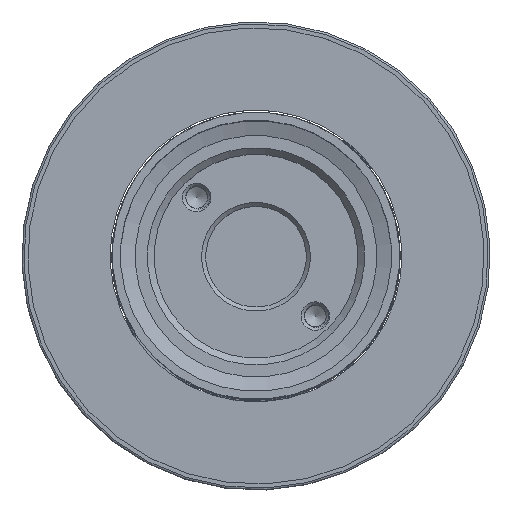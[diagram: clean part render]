
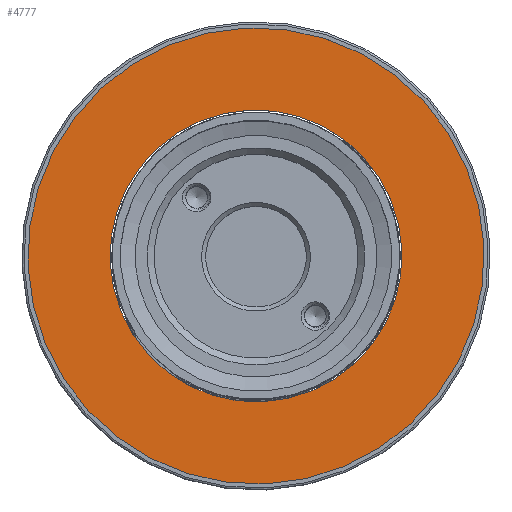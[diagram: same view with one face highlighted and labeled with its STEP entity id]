
A CAD part, top view. The second image highlights one B-rep face of the part: STEP entity #4777.
In plain terms, the highlighted face is planar.
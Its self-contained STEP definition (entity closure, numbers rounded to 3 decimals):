
#431=CIRCLE('',#5158,21.75);
#443=CIRCLE('',#5180,34.);
#1879=ORIENTED_EDGE('',*,*,#2394,.T.);
#1880=ORIENTED_EDGE('',*,*,#2406,.F.);
#2394=EDGE_CURVE('',#2734,#2734,#431,.T.);
#2406=EDGE_CURVE('',#2746,#2746,#443,.T.);
#2734=VERTEX_POINT('',#15669);
#2746=VERTEX_POINT('',#15703);
#3056=EDGE_LOOP('',(#1879));
#3057=EDGE_LOOP('',(#1880));
#3357=FACE_BOUND('',#3056,.T.);
#3358=FACE_BOUND('',#3057,.T.);
#3477=PLANE('',#5179);
#4777=ADVANCED_FACE('',(#3357,#3358),#3477,.T.);
#5158=AXIS2_PLACEMENT_3D('',#15668,#6116,#6117);
#5179=AXIS2_PLACEMENT_3D('',#15701,#6158,#6159);
#5180=AXIS2_PLACEMENT_3D('',#15702,#6160,#6161);
#6116=DIRECTION('',(0.,1.,0.));
#6117=DIRECTION('',(1.,0.,0.));
#6158=DIRECTION('',(0.,-1.,0.));
#6159=DIRECTION('',(-1.,0.,0.));
#6160=DIRECTION('',(0.,1.,0.));
#6161=DIRECTION('',(-1.,0.,0.));
#15668=CARTESIAN_POINT('',(0.,0.5,0.));
#15669=CARTESIAN_POINT('',(21.75,0.5,0.));
#15701=CARTESIAN_POINT('',(0.,0.5,0.));
#15702=CARTESIAN_POINT('',(0.,0.5,0.));
#15703=CARTESIAN_POINT('',(-34.,0.5,0.));
